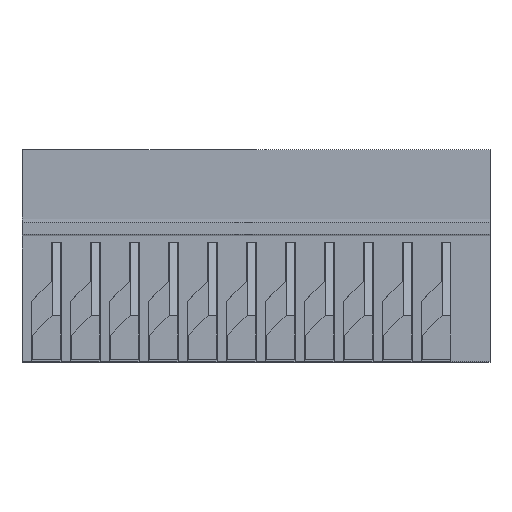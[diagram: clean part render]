
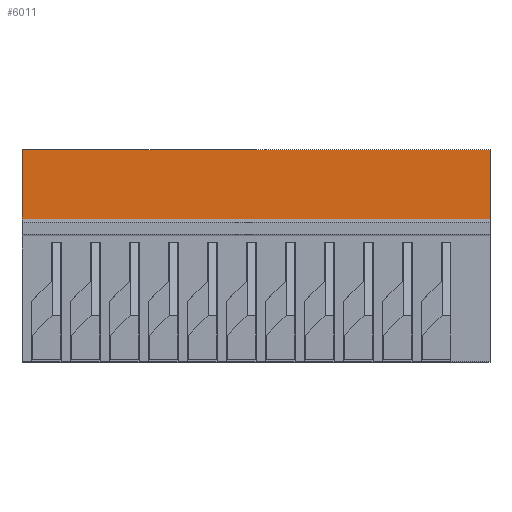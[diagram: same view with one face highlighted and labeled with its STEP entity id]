
A CAD part, top view. The second image highlights one B-rep face of the part: STEP entity #6011.
In plain terms, the highlighted planar face has unit normal (0, 0, 1).
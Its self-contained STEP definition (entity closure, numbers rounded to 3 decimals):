
#63 = PLANE('',#64);
#64 = AXIS2_PLACEMENT_3D('',#65,#66,#67);
#65 = CARTESIAN_POINT('',(0.,-1.382,
    5.472));
#66 = DIRECTION('',(1.,0.,0.));
#67 = DIRECTION('',(0.,0.,1.));
#119 = PLANE('',#120);
#120 = AXIS2_PLACEMENT_3D('',#121,#122,#123);
#121 = CARTESIAN_POINT('',(30.48,-1.382,5.472));
#122 = DIRECTION('',(1.,0.,0.));
#123 = DIRECTION('',(0.,0.,1.));
#1702 = VERTEX_POINT('',#1703);
#1703 = CARTESIAN_POINT('',(0.,5.4,11.));
#1717 = PLANE('',#1718);
#1718 = AXIS2_PLACEMENT_3D('',#1719,#1720,#1721);
#1719 = CARTESIAN_POINT('',(0.,5.4,0.)
  );
#1720 = DIRECTION('',(0.,-1.,0.));
#1721 = DIRECTION('',(0.,0.,1.));
#1729 = EDGE_CURVE('',#1702,#1730,#1732,.T.);
#1730 = VERTEX_POINT('',#1731);
#1731 = CARTESIAN_POINT('',(0.,0.9,11.));
#1732 = SURFACE_CURVE('',#1733,(#1737,#1744),.PCURVE_S1.);
#1733 = LINE('',#1734,#1735);
#1734 = CARTESIAN_POINT('',(0.,5.4,11.));
#1735 = VECTOR('',#1736,1.);
#1736 = DIRECTION('',(0.,-1.,0.));
#1737 = PCURVE('',#63,#1738);
#1738 = DEFINITIONAL_REPRESENTATION('',(#1739),#1743);
#1739 = LINE('',#1740,#1741);
#1740 = CARTESIAN_POINT('',(5.528,-6.782));
#1741 = VECTOR('',#1742,1.);
#1742 = DIRECTION('',(0.,1.));
#1743 = ( GEOMETRIC_REPRESENTATION_CONTEXT(2) 
PARAMETRIC_REPRESENTATION_CONTEXT() REPRESENTATION_CONTEXT('2D SPACE',''
  ) );
#1744 = PCURVE('',#1745,#1750);
#1745 = PLANE('',#1746);
#1746 = AXIS2_PLACEMENT_3D('',#1747,#1748,#1749);
#1747 = CARTESIAN_POINT('',(0.,5.4,11.));
#1748 = DIRECTION('',(0.,0.,-1.));
#1749 = DIRECTION('',(0.,-1.,0.));
#1750 = DEFINITIONAL_REPRESENTATION('',(#1751),#1755);
#1751 = LINE('',#1752,#1753);
#1752 = CARTESIAN_POINT('',(0.,0.));
#1753 = VECTOR('',#1754,1.);
#1754 = DIRECTION('',(1.,0.));
#1755 = ( GEOMETRIC_REPRESENTATION_CONTEXT(2) 
PARAMETRIC_REPRESENTATION_CONTEXT() REPRESENTATION_CONTEXT('2D SPACE',''
  ) );
#1773 = PLANE('',#1774);
#1774 = AXIS2_PLACEMENT_3D('',#1775,#1776,#1777);
#1775 = CARTESIAN_POINT('',(0.,0.9,11.));
#1776 = DIRECTION('',(0.,-0.894,-0.447));
#1777 = DIRECTION('',(0.,-0.447,0.894));
#5239 = VERTEX_POINT('',#5240);
#5240 = CARTESIAN_POINT('',(30.48,5.4,11.));
#5261 = EDGE_CURVE('',#5239,#5262,#5264,.T.);
#5262 = VERTEX_POINT('',#5263);
#5263 = CARTESIAN_POINT('',(30.48,0.9,11.));
#5264 = SURFACE_CURVE('',#5265,(#5269,#5276),.PCURVE_S1.);
#5265 = LINE('',#5266,#5267);
#5266 = CARTESIAN_POINT('',(30.48,5.4,11.));
#5267 = VECTOR('',#5268,1.);
#5268 = DIRECTION('',(0.,-1.,0.));
#5269 = PCURVE('',#119,#5270);
#5270 = DEFINITIONAL_REPRESENTATION('',(#5271),#5275);
#5271 = LINE('',#5272,#5273);
#5272 = CARTESIAN_POINT('',(5.528,-6.782));
#5273 = VECTOR('',#5274,1.);
#5274 = DIRECTION('',(0.,1.));
#5275 = ( GEOMETRIC_REPRESENTATION_CONTEXT(2) 
PARAMETRIC_REPRESENTATION_CONTEXT() REPRESENTATION_CONTEXT('2D SPACE',''
  ) );
#5276 = PCURVE('',#1745,#5277);
#5277 = DEFINITIONAL_REPRESENTATION('',(#5278),#5282);
#5278 = LINE('',#5279,#5280);
#5279 = CARTESIAN_POINT('',(0.,-30.48));
#5280 = VECTOR('',#5281,1.);
#5281 = DIRECTION('',(1.,0.));
#5282 = ( GEOMETRIC_REPRESENTATION_CONTEXT(2) 
PARAMETRIC_REPRESENTATION_CONTEXT() REPRESENTATION_CONTEXT('2D SPACE',''
  ) );
#5990 = EDGE_CURVE('',#1702,#5239,#5991,.T.);
#5991 = SURFACE_CURVE('',#5992,(#5996,#6003),.PCURVE_S1.);
#5992 = LINE('',#5993,#5994);
#5993 = CARTESIAN_POINT('',(0.,5.4,11.));
#5994 = VECTOR('',#5995,1.);
#5995 = DIRECTION('',(1.,0.,0.));
#5996 = PCURVE('',#1717,#5997);
#5997 = DEFINITIONAL_REPRESENTATION('',(#5998),#6002);
#5998 = LINE('',#5999,#6000);
#5999 = CARTESIAN_POINT('',(11.,0.));
#6000 = VECTOR('',#6001,1.);
#6001 = DIRECTION('',(0.,-1.));
#6002 = ( GEOMETRIC_REPRESENTATION_CONTEXT(2) 
PARAMETRIC_REPRESENTATION_CONTEXT() REPRESENTATION_CONTEXT('2D SPACE',''
  ) );
#6003 = PCURVE('',#1745,#6004);
#6004 = DEFINITIONAL_REPRESENTATION('',(#6005),#6009);
#6005 = LINE('',#6006,#6007);
#6006 = CARTESIAN_POINT('',(0.,0.));
#6007 = VECTOR('',#6008,1.);
#6008 = DIRECTION('',(0.,-1.));
#6009 = ( GEOMETRIC_REPRESENTATION_CONTEXT(2) 
PARAMETRIC_REPRESENTATION_CONTEXT() REPRESENTATION_CONTEXT('2D SPACE',''
  ) );
#6011 = ADVANCED_FACE('',(#6012),#1745,.F.);
#6012 = FACE_BOUND('',#6013,.F.);
#6013 = EDGE_LOOP('',(#6014,#6015,#6016,#6037));
#6014 = ORIENTED_EDGE('',*,*,#5990,.T.);
#6015 = ORIENTED_EDGE('',*,*,#5261,.T.);
#6016 = ORIENTED_EDGE('',*,*,#6017,.F.);
#6017 = EDGE_CURVE('',#1730,#5262,#6018,.T.);
#6018 = SURFACE_CURVE('',#6019,(#6023,#6030),.PCURVE_S1.);
#6019 = LINE('',#6020,#6021);
#6020 = CARTESIAN_POINT('',(0.,0.9,11.));
#6021 = VECTOR('',#6022,1.);
#6022 = DIRECTION('',(1.,0.,0.));
#6023 = PCURVE('',#1745,#6024);
#6024 = DEFINITIONAL_REPRESENTATION('',(#6025),#6029);
#6025 = LINE('',#6026,#6027);
#6026 = CARTESIAN_POINT('',(4.5,0.));
#6027 = VECTOR('',#6028,1.);
#6028 = DIRECTION('',(0.,-1.));
#6029 = ( GEOMETRIC_REPRESENTATION_CONTEXT(2) 
PARAMETRIC_REPRESENTATION_CONTEXT() REPRESENTATION_CONTEXT('2D SPACE',''
  ) );
#6030 = PCURVE('',#1773,#6031);
#6031 = DEFINITIONAL_REPRESENTATION('',(#6032),#6036);
#6032 = LINE('',#6033,#6034);
#6033 = CARTESIAN_POINT('',(0.,0.));
#6034 = VECTOR('',#6035,1.);
#6035 = DIRECTION('',(0.,-1.));
#6036 = ( GEOMETRIC_REPRESENTATION_CONTEXT(2) 
PARAMETRIC_REPRESENTATION_CONTEXT() REPRESENTATION_CONTEXT('2D SPACE',''
  ) );
#6037 = ORIENTED_EDGE('',*,*,#1729,.F.);
